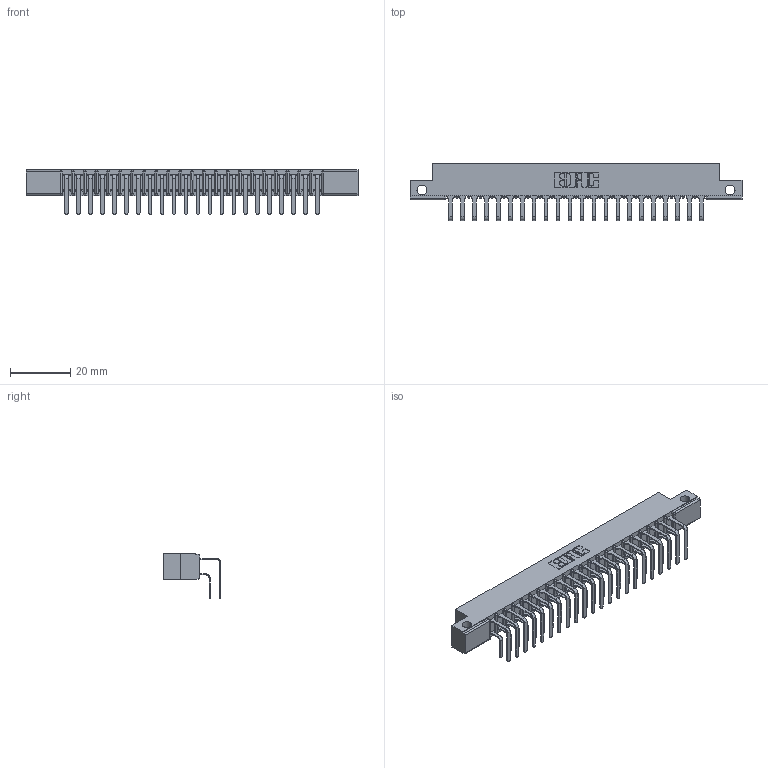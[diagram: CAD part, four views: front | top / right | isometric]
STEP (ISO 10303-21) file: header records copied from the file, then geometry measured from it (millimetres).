
FILE_DESCRIPTION (( 'STEP AP203' ), '1' );
FILE_NAME ('307-044-458-212.STEP', '2020-09-30T01:21:15', ( '' ), ( '' ), 'SwSTEP 2.0', 'SolidWorks 2020', '' );
FILE_SCHEMA (( 'CONFIG_CONTROL_DESIGN' ));
Length unit declared in the file: inch
Products named in the file (4): 307-290-001_558 - 2 (Single); 307 Part_.128 Dia Side Mounting Holes; 307-044-458-212; 307-290-001_558 559 - 1 (Single)
Assembly tree (45 placements, depth 2):
  307-044-458-212
    307 Part_.128 Dia Side Mounting Holes
    307-290-001_558 559 - 1 (Single)  x22
    307-290-001_558 - 2 (Single)  x22
Bounding box: 110.19 x 18.96 x 14.81 mm (x, y, z)
Volume: 7326.5 mm3; surface area: 13900.1 mm2
Topology: 45 solids, 45 shells, 2341 faces, 6571 edges, 4258 vertices
Faces by surface type: plane 1522, cylinder 773, sphere 46
Entity records: 23479 total; most frequent: CARTESIAN_POINT 3848, ORIENTED_EDGE 3810, DIRECTION 3777, EDGE_CURVE 1905, VECTOR 1451, LINE 1451, VERTEX_POINT 1234, AXIS2_PLACEMENT_3D 1163
